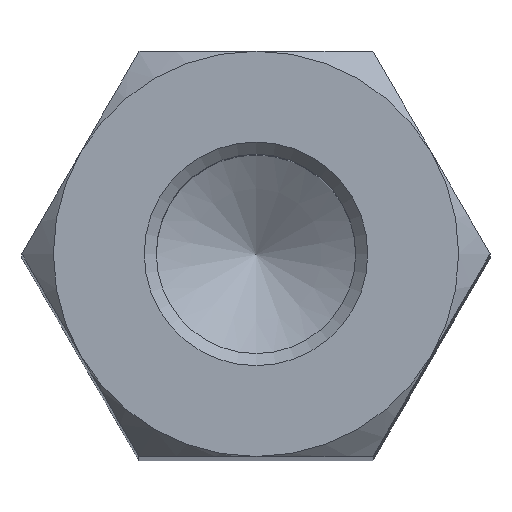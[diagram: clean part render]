
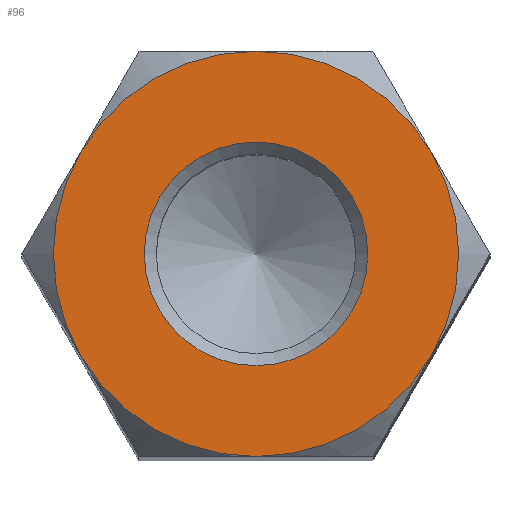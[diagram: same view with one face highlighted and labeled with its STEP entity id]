
A CAD part, top view. The second image highlights one B-rep face of the part: STEP entity #96.
In plain terms, the highlighted planar face has unit normal (0, 0, 1).
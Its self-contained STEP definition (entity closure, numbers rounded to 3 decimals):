
#96 = ADVANCED_FACE( '', ( #200, #201 ), #202, .T. );
#200 = FACE_BOUND( '', #301, .T. );
#201 = FACE_OUTER_BOUND( '', #302, .T. );
#202 = PLANE( '', #303 );
#301 = EDGE_LOOP( '', ( #486 ) );
#302 = EDGE_LOOP( '', ( #487, #488, #489, #490, #491, #492 ) );
#303 = AXIS2_PLACEMENT_3D( '', #493, #494, #495 );
#486 = ORIENTED_EDGE( '', *, *, #586, .T. );
#487 = ORIENTED_EDGE( '', *, *, #577, .F. );
#488 = ORIENTED_EDGE( '', *, *, #607, .F. );
#489 = ORIENTED_EDGE( '', *, *, #554, .F. );
#490 = ORIENTED_EDGE( '', *, *, #604, .T. );
#491 = ORIENTED_EDGE( '', *, *, #608, .F. );
#492 = ORIENTED_EDGE( '', *, *, #593, .F. );
#493 = CARTESIAN_POINT( '', ( 0., 0., 30. ) );
#494 = DIRECTION( '', ( 0., 0., 1. ) );
#495 = DIRECTION( '', ( 1., 0., 0. ) );
#554 = EDGE_CURVE( '', #647, #648, #649, .F. );
#577 = EDGE_CURVE( '', #620, #662, #681, .F. );
#586 = EDGE_CURVE( '', #693, #693, #694, .T. );
#593 = EDGE_CURVE( '', #662, #702, #703, .F. );
#604 = EDGE_CURVE( '', #647, #638, #714, .T. );
#607 = EDGE_CURVE( '', #648, #620, #717, .F. );
#608 = EDGE_CURVE( '', #702, #638, #718, .F. );
#620 = VERTEX_POINT( '', #738 );
#638 = VERTEX_POINT( '', #782 );
#647 = VERTEX_POINT( '', #809 );
#648 = VERTEX_POINT( '', #810 );
#649 = CIRCLE( '', #811, 5. );
#662 = VERTEX_POINT( '', #845 );
#681 = CIRCLE( '', #896, 5. );
#693 = VERTEX_POINT( '', #921 );
#694 = CIRCLE( '', #922, 2.759 );
#702 = VERTEX_POINT( '', #930 );
#703 = CIRCLE( '', #931, 5. );
#714 = CIRCLE( '', #975, 5. );
#717 = CIRCLE( '', #985, 5. );
#718 = CIRCLE( '', #986, 5. );
#738 = CARTESIAN_POINT( '', ( 4.33, -2.5, 30. ) );
#782 = CARTESIAN_POINT( '', ( -4.33, 2.5, 30. ) );
#809 = CARTESIAN_POINT( '', ( 0., 5., 30. ) );
#810 = CARTESIAN_POINT( '', ( 4.33, 2.5, 30. ) );
#811 = AXIS2_PLACEMENT_3D( '', #1002, #1003, #1004 );
#845 = CARTESIAN_POINT( '', ( 0., -5., 30. ) );
#896 = AXIS2_PLACEMENT_3D( '', #1021, #1022, #1023 );
#921 = CARTESIAN_POINT( '', ( 0., 2.759, 30. ) );
#922 = AXIS2_PLACEMENT_3D( '', #1031, #1032, #1033 );
#930 = CARTESIAN_POINT( '', ( -4.33, -2.5, 30. ) );
#931 = AXIS2_PLACEMENT_3D( '', #1046, #1047, #1048 );
#975 = AXIS2_PLACEMENT_3D( '', #1049, #1050, #1051 );
#985 = AXIS2_PLACEMENT_3D( '', #1052, #1053, #1054 );
#986 = AXIS2_PLACEMENT_3D( '', #1055, #1056, #1057 );
#1002 = CARTESIAN_POINT( '', ( 0., 0., 30. ) );
#1003 = DIRECTION( '', ( 0., 0., 1. ) );
#1004 = DIRECTION( '', ( 1., 0., 0. ) );
#1021 = CARTESIAN_POINT( '', ( 0., 0., 30. ) );
#1022 = DIRECTION( '', ( 0., 0., 1. ) );
#1023 = DIRECTION( '', ( 1., 0., 0. ) );
#1031 = CARTESIAN_POINT( '', ( 0., 0., 30. ) );
#1032 = DIRECTION( '', ( 0., 0., -1. ) );
#1033 = DIRECTION( '', ( 0., 1., 0. ) );
#1046 = CARTESIAN_POINT( '', ( 0., 0., 30. ) );
#1047 = DIRECTION( '', ( 0., 0., 1. ) );
#1048 = DIRECTION( '', ( 1., 0., 0. ) );
#1049 = CARTESIAN_POINT( '', ( 0., 0., 30. ) );
#1050 = DIRECTION( '', ( 0., 0., 1. ) );
#1051 = DIRECTION( '', ( 1., 0., 0. ) );
#1052 = CARTESIAN_POINT( '', ( 0., 0., 30. ) );
#1053 = DIRECTION( '', ( 0., 0., 1. ) );
#1054 = DIRECTION( '', ( 1., 0., 0. ) );
#1055 = CARTESIAN_POINT( '', ( 0., 0., 30. ) );
#1056 = DIRECTION( '', ( 0., 0., 1. ) );
#1057 = DIRECTION( '', ( 1., 0., 0. ) );
